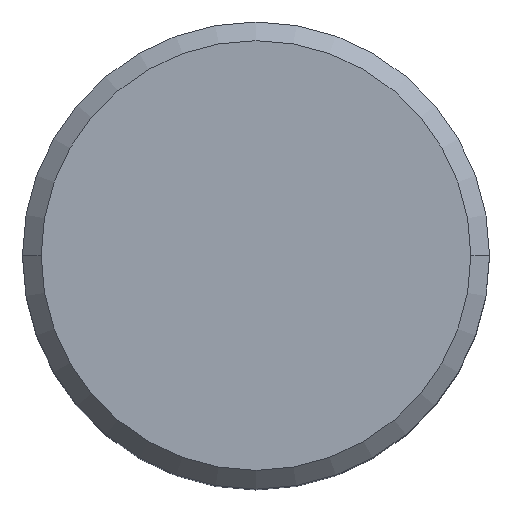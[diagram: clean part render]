
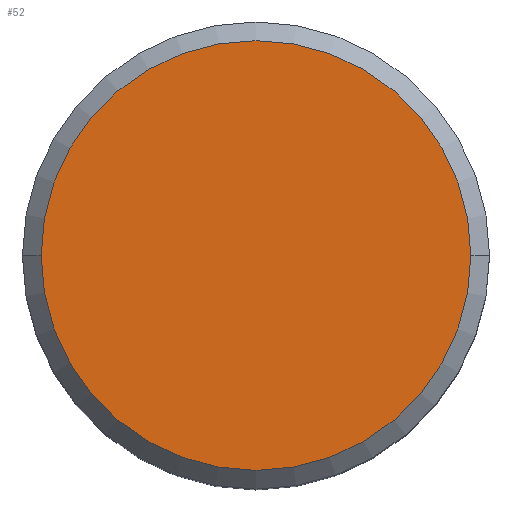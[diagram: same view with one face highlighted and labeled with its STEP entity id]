
A CAD part, top view. The second image highlights one B-rep face of the part: STEP entity #52.
In plain terms, the highlighted planar face has unit normal (0, 0, 1).
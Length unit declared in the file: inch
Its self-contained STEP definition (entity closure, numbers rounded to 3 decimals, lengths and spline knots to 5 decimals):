
#30 = DIRECTION ( 'NONE',  ( 1., 0., 0. ) ) ;
#42 = DIRECTION ( 'NONE',  ( 0., 0., -1. ) ) ;
#47 = EDGE_LOOP ( 'NONE', ( #181, #433 ) ) ;
#52 = ADVANCED_FACE ( 'NONE', ( #296 ), #410, .F. ) ;
#55 = AXIS2_PLACEMENT_3D ( 'NONE', #390, #60, #30 ) ;
#57 = CARTESIAN_POINT ( 'NONE',  ( 0.1725, 0., 0. ) ) ;
#60 = DIRECTION ( 'NONE',  ( 0., 0., 1. ) ) ;
#105 = CIRCLE ( 'NONE', #274, 0.1725 ) ;
#112 = CIRCLE ( 'NONE', #55, 0.1725 ) ;
#120 = DIRECTION ( 'NONE',  ( 1., 0., 0. ) ) ;
#130 = VERTEX_POINT ( 'NONE', #382 ) ;
#181 = ORIENTED_EDGE ( 'NONE', *, *, #272, .T. ) ;
#211 = CARTESIAN_POINT ( 'NONE',  ( 0., 0.1725, 0. ) ) ;
#219 = VERTEX_POINT ( 'NONE', #57 ) ;
#243 = AXIS2_PLACEMENT_3D ( 'NONE', #211, #42, #323 ) ;
#272 = EDGE_CURVE ( 'NONE', #130, #219, #105, .T. ) ;
#274 = AXIS2_PLACEMENT_3D ( 'NONE', #298, #449, #120 ) ;
#282 = EDGE_CURVE ( 'NONE', #219, #130, #112, .T. ) ;
#296 = FACE_OUTER_BOUND ( 'NONE', #47, .T. ) ;
#298 = CARTESIAN_POINT ( 'NONE',  ( 0., 0., 0. ) ) ;
#323 = DIRECTION ( 'NONE',  ( -1., 0., 0. ) ) ;
#382 = CARTESIAN_POINT ( 'NONE',  ( -0.1725, 0., 0. ) ) ;
#390 = CARTESIAN_POINT ( 'NONE',  ( 0., 0., 0. ) ) ;
#410 = PLANE ( 'NONE',  #243 ) ;
#433 = ORIENTED_EDGE ( 'NONE', *, *, #282, .T. ) ;
#449 = DIRECTION ( 'NONE',  ( 0., 0., 1. ) ) ;
